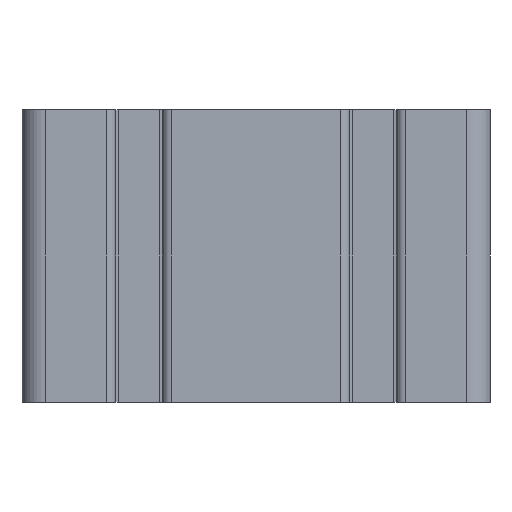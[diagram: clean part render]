
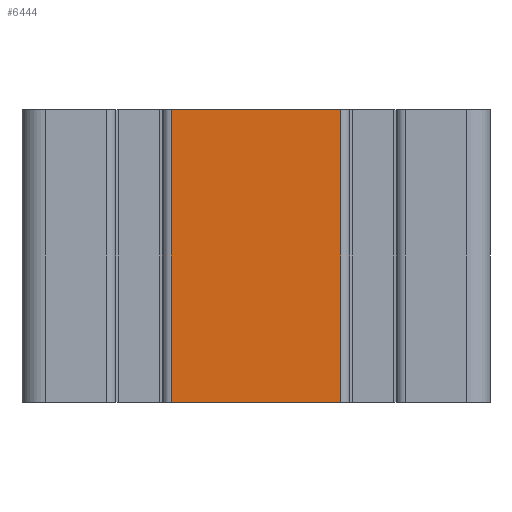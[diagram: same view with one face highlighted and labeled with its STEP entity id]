
A CAD part, front view. The second image highlights one B-rep face of the part: STEP entity #6444.
In plain terms, the highlighted planar face has unit normal (0, -1, 0).
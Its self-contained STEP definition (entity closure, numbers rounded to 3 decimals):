
#31 = EDGE_CURVE ( 'NONE', #4518, #7821, #10368, .T. ) ;
#381 = DIRECTION ( 'NONE',  ( 1., 0., 0. ) ) ;
#882 = LINE ( 'NONE', #3192, #10164 ) ;
#1309 = DIRECTION ( 'NONE',  ( 0., 0., 1. ) ) ;
#1818 = CARTESIAN_POINT ( 'NONE',  ( 54.5, 0., -30. ) ) ;
#2130 = ORIENTED_EDGE ( 'NONE', *, *, #31, .F. ) ;
#2394 = ORIENTED_EDGE ( 'NONE', *, *, #9150, .T. ) ;
#3164 = ORIENTED_EDGE ( 'NONE', *, *, #9659, .T. ) ;
#3192 = CARTESIAN_POINT ( 'NONE',  ( 25.5, 0., -30. ) ) ;
#3248 = CARTESIAN_POINT ( 'NONE',  ( 25.5, 0., -30. ) ) ;
#3839 = LINE ( 'NONE', #4586, #5824 ) ;
#3985 = CARTESIAN_POINT ( 'NONE',  ( 54.5, 0., -30. ) ) ;
#4110 = DIRECTION ( 'NONE',  ( 1., 0., 0. ) ) ;
#4293 = CARTESIAN_POINT ( 'NONE',  ( 54.5, 0., 20. ) ) ;
#4518 = VERTEX_POINT ( 'NONE', #8164 ) ;
#4586 = CARTESIAN_POINT ( 'NONE',  ( 25.5, 0., 20. ) ) ;
#4771 = AXIS2_PLACEMENT_3D ( 'NONE', #3248, #9171, #4110 ) ;
#4772 = ORIENTED_EDGE ( 'NONE', *, *, #6933, .F. ) ;
#4831 = DIRECTION ( 'NONE',  ( 0., 0., 1. ) ) ;
#4889 = DIRECTION ( 'NONE',  ( 1., 0., 0. ) ) ;
#4900 = FACE_OUTER_BOUND ( 'NONE', #10629, .T. ) ;
#5577 = VECTOR ( 'NONE', #1309, 1000. ) ;
#5824 = VECTOR ( 'NONE', #381, 1000. ) ;
#6058 = VECTOR ( 'NONE', #4831, 1000. ) ;
#6444 = ADVANCED_FACE ( 'NONE', ( #4900 ), #7485, .T. ) ;
#6621 = VERTEX_POINT ( 'NONE', #1818 ) ;
#6933 = EDGE_CURVE ( 'NONE', #7821, #10719, #3839, .T. ) ;
#7485 = PLANE ( 'NONE',  #4771 ) ;
#7769 = CARTESIAN_POINT ( 'NONE',  ( 25.5, 0., 20. ) ) ;
#7821 = VERTEX_POINT ( 'NONE', #7769 ) ;
#8029 = LINE ( 'NONE', #3985, #6058 ) ;
#8164 = CARTESIAN_POINT ( 'NONE',  ( 25.5, 0., -30. ) ) ;
#9150 = EDGE_CURVE ( 'NONE', #4518, #6621, #882, .T. ) ;
#9171 = DIRECTION ( 'NONE',  ( 0., -1., 0. ) ) ;
#9659 = EDGE_CURVE ( 'NONE', #6621, #10719, #8029, .T. ) ;
#10164 = VECTOR ( 'NONE', #4889, 1000. ) ;
#10368 = LINE ( 'NONE', #10623, #5577 ) ;
#10623 = CARTESIAN_POINT ( 'NONE',  ( 25.5, 0., -30. ) ) ;
#10629 = EDGE_LOOP ( 'NONE', ( #4772, #2130, #2394, #3164 ) ) ;
#10719 = VERTEX_POINT ( 'NONE', #4293 ) ;
